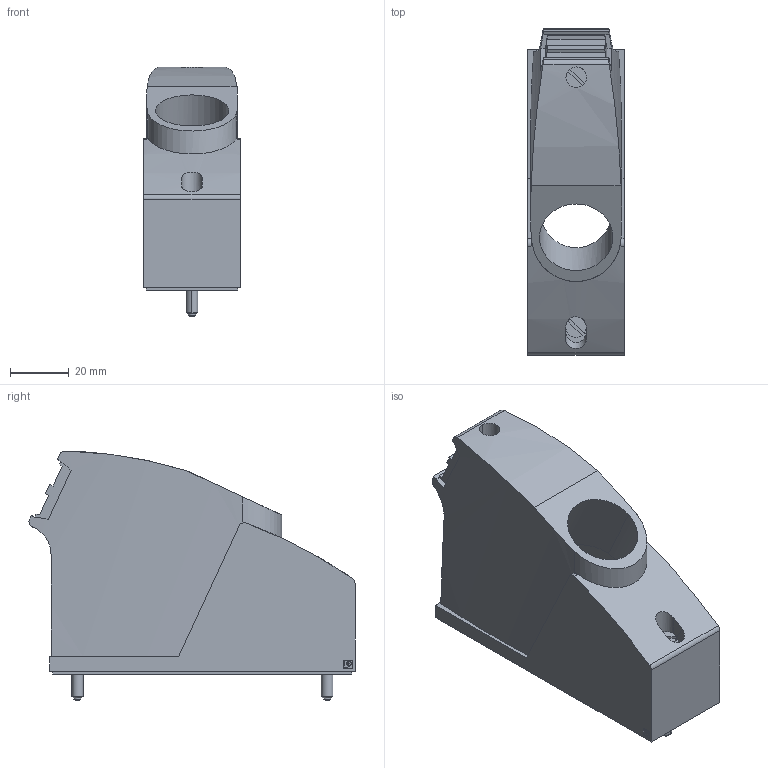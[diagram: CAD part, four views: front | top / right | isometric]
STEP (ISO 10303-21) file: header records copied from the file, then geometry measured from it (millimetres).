
FILE_DESCRIPTION(('Creo Elements/Direct Modeling STEP Export'),'2;1');
FILE_NAME('model.stp','2020-11-03T11:27:04',(''),(''),'Creo Elements/Direct Modeling STEP processor for AP214 (Solid Model)','Creo Elements/Direct Modeling 20.1A 29-Sep-2018 (C) Parametric Technology GmbH','');
FILE_SCHEMA(('AUTOMOTIVE_DESIGN { 1 0 10303 214 1 1 1 1 }'));
Length unit declared in the file: millimetre
Products named in the file (2): VC-MP-T4-Z-M25
Assembly tree (1 placements, depth 2):
  VC-MP-T4-Z-M25
    VC-MP-T4-Z-M25
Bounding box: 33 x 111 x 85.03 mm (x, y, z)
Volume: 87052 mm3; surface area: 35034.6 mm2
Topology: 1 solids, 1 shells, 169 faces, 451 edges, 302 vertices
Faces by surface type: plane 94, cylinder 61, cone 12, torus 2
Entity records: 10007 total; most frequent: CARTESIAN_POINT 4413, ORIENTED_EDGE 902, DIRECTION 819, EDGE_CURVE 451, VERTEX_POINT 302, AXIS2_PLACEMENT_3D 278, VECTOR 263, LINE 263
